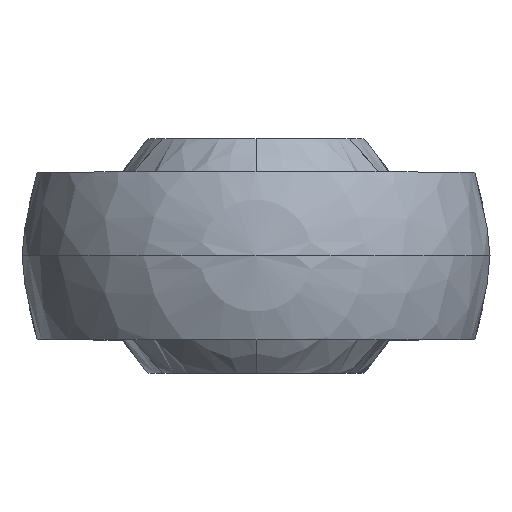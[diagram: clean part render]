
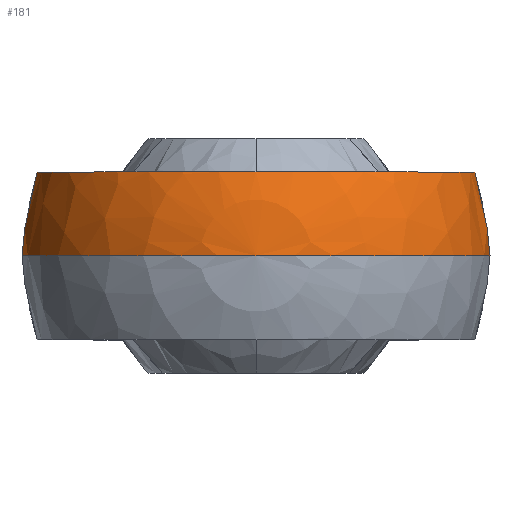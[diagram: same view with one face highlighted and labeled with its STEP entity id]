
A CAD part, top view. The second image highlights one B-rep face of the part: STEP entity #181.
In plain terms, the highlighted spherical face has radius 21 mm.
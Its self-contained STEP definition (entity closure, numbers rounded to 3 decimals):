
#181=ADVANCED_FACE('',(#423),#424,.T.);
#183=VERTEX_POINT('',#426);
#189=VERTEX_POINT('',#432);
#201=VERTEX_POINT('',#446);
#235=EDGE_CURVE('',#289,#183,#486,.T.);
#237=EDGE_CURVE('',#183,#201,#488,.T.);
#253=EDGE_CURVE('',#325,#189,#506,.T.);
#289=VERTEX_POINT('',#546);
#297=EDGE_CURVE('',#289,#325,#554,.T.);
#325=VERTEX_POINT('',#584);
#339=EDGE_CURVE('',#201,#189,#600,.T.);
#423=FACE_OUTER_BOUND('',#692,.T.);
#424=SPHERICAL_SURFACE('',#693,21.0);
#426=CARTESIAN_POINT('',(15.551,7.5,-11.955));
#432=CARTESIAN_POINT('',(-17.265,0.,-11.955));
#446=CARTESIAN_POINT('',(-15.551,7.5,-11.955));
#486=CIRCLE('',#771,17.265);
#488=CIRCLE('',#774,19.615);
#506=CIRCLE('',#795,21.0);
#546=CARTESIAN_POINT('',(17.265,0.,-11.955));
#554=CIRCLE('',#850,21.0);
#584=CARTESIAN_POINT('',(0.0,0.0,21.0));
#600=CIRCLE('',#920,17.265);
#692=EDGE_LOOP('',(#1019,#1020,#1021,#1022,#1023));
#693=AXIS2_PLACEMENT_3D('',#1024,#1025,#1026);
#771=AXIS2_PLACEMENT_3D('',#1104,#1105,#1106);
#774=AXIS2_PLACEMENT_3D('',#1107,#1108,#1109);
#795=AXIS2_PLACEMENT_3D('',#1133,#1134,#1135);
#850=AXIS2_PLACEMENT_3D('',#1186,#1187,#1188);
#920=AXIS2_PLACEMENT_3D('',#1235,#1236,#1237);
#1019=ORIENTED_EDGE('',*,*,#297,.F.);
#1020=ORIENTED_EDGE('',*,*,#235,.T.);
#1021=ORIENTED_EDGE('',*,*,#237,.T.);
#1022=ORIENTED_EDGE('',*,*,#339,.T.);
#1023=ORIENTED_EDGE('',*,*,#253,.F.);
#1024=CARTESIAN_POINT('',(0.0,0.0,0.));
#1025=DIRECTION('',(0.0,0.0,1.0));
#1026=DIRECTION('',(1.0,0.0,0.0));
#1104=CARTESIAN_POINT('',(0.0,0.0,-11.955));
#1105=DIRECTION('',(0.0,0.0,1.0));
#1106=DIRECTION('',(1.0,0.0,0.0));
#1107=CARTESIAN_POINT('',(0.0,7.5,0.));
#1108=DIRECTION('',(0.0,-1.0,0.0));
#1109=DIRECTION('',(0.0,0.0,1.0));
#1133=CARTESIAN_POINT('',(0.0,0.0,0.));
#1134=DIRECTION('',(0.,-1.0,0.0));
#1135=DIRECTION('',(0.0,0.0,1.0));
#1186=CARTESIAN_POINT('',(0.0,0.0,0.));
#1187=DIRECTION('',(0.,-1.0,0.0));
#1188=DIRECTION('',(0.0,0.0,1.0));
#1235=CARTESIAN_POINT('',(0.0,0.0,-11.955));
#1236=DIRECTION('',(0.0,0.0,1.0));
#1237=DIRECTION('',(1.0,0.0,0.0));
